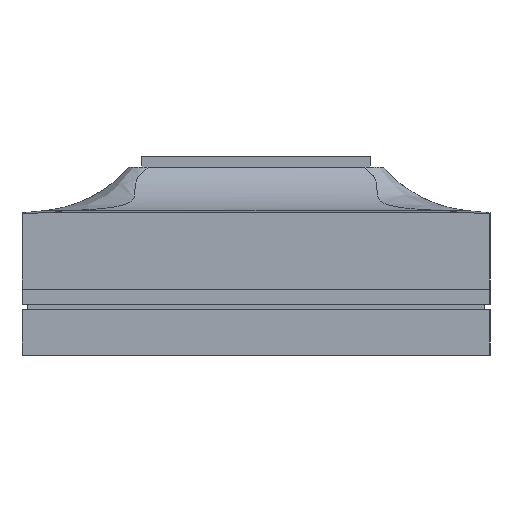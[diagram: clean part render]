
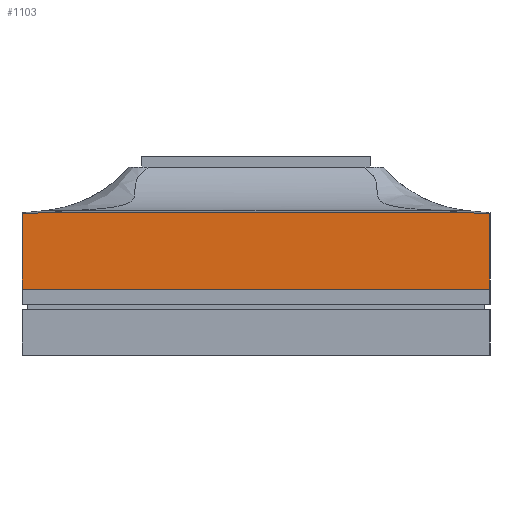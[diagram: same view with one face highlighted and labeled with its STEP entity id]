
A CAD part, left-side view. The second image highlights one B-rep face of the part: STEP entity #1103.
In plain terms, the highlighted planar face has unit normal (-1, 0, 0).
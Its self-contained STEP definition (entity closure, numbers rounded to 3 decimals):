
#58 = CARTESIAN_POINT ( 'NONE',  ( -4.6, 4.6, 1.3 ) ) ;
#282 = ORIENTED_EDGE ( 'NONE', *, *, #10458, .T. ) ;
#380 = CARTESIAN_POINT ( 'NONE',  ( -4.6, -4.126, 2.8 ) ) ;
#502 = ORIENTED_EDGE ( 'NONE', *, *, #12551, .T. ) ;
#837 = VECTOR ( 'NONE', #8878, 1000. ) ;
#1103 = ADVANCED_FACE ( 'NONE', ( #10446 ), #12831, .F. ) ;
#1209 = EDGE_CURVE ( 'NONE', #16362, #3362, #2778, .T. ) ;
#1230 = DIRECTION ( 'NONE',  ( 0., 0., -1. ) ) ;
#1642 = LINE ( 'NONE', #16315, #16203 ) ;
#2294 = ORIENTED_EDGE ( 'NONE', *, *, #2452, .T. ) ;
#2452 = EDGE_CURVE ( 'NONE', #16362, #11845, #8075, .T. ) ;
#2778 = LINE ( 'NONE', #16080, #14109 ) ;
#2856 = ORIENTED_EDGE ( 'NONE', *, *, #1209, .F. ) ;
#2954 = ORIENTED_EDGE ( 'NONE', *, *, #14143, .T. ) ;
#3104 = CARTESIAN_POINT ( 'NONE',  ( -4.6, 4.126, 2.8 ) ) ;
#3277 = CARTESIAN_POINT ( 'NONE',  ( -4.6, 4.6, 2.789 ) ) ;
#3362 = VERTEX_POINT ( 'NONE', #14807 ) ;
#3594 = CARTESIAN_POINT ( 'NONE',  ( -4.6, 4.6, 2.8 ) ) ;
#4473 = DIRECTION ( 'NONE',  ( 0., -1., 0. ) ) ;
#4486 = CARTESIAN_POINT ( 'NONE',  ( -4.6, 4.284, 2.8 ) ) ;
#5363 = EDGE_CURVE ( 'NONE', #11845, #10708, #15402, .T. ) ;
#6277 = CARTESIAN_POINT ( 'NONE',  ( -4.6, -4.126, 2.8 ) ) ;
#6958 = EDGE_LOOP ( 'NONE', ( #13550, #2954, #502, #282, #2856, #2294 ) ) ;
#7576 = CARTESIAN_POINT ( 'NONE',  ( -4.6, -4.284, 2.8 ) ) ;
#8075 =( BOUNDED_CURVE ( )  B_SPLINE_CURVE ( 3, ( #12480, #8633, #7576, #6277 ),
 .UNSPECIFIED., .F., .F. ) 
 B_SPLINE_CURVE_WITH_KNOTS ( ( 4, 4 ),
 ( 4.779, 4.847 ),
 .UNSPECIFIED. ) 
 CURVE ( )  GEOMETRIC_REPRESENTATION_ITEM ( )  RATIONAL_B_SPLINE_CURVE ( ( 1., 1., 1., 1. ) ) 
 REPRESENTATION_ITEM ( '' )  );
#8139 = DIRECTION ( 'NONE',  ( 0., 0., -1. ) ) ;
#8633 = CARTESIAN_POINT ( 'NONE',  ( -4.6, -4.442, 2.796 ) ) ;
#8878 = DIRECTION ( 'NONE',  ( 0., 1., 0. ) ) ;
#8948 = CARTESIAN_POINT ( 'NONE',  ( -4.6, 4.6, 3. ) ) ;
#9634 = VERTEX_POINT ( 'NONE', #58 ) ;
#10446 = FACE_OUTER_BOUND ( 'NONE', #6958, .T. ) ;
#10458 = EDGE_CURVE ( 'NONE', #9634, #3362, #1642, .T. ) ;
#10708 = VERTEX_POINT ( 'NONE', #14271 ) ;
#11548 = DIRECTION ( 'NONE',  ( 1., 0., 0. ) ) ;
#11661 =( BOUNDED_CURVE ( )  B_SPLINE_CURVE ( 3, ( #3104, #4486, #12305, #3277 ),
 .UNSPECIFIED., .F., .F. ) 
 B_SPLINE_CURVE_WITH_KNOTS ( ( 4, 4 ),
 ( 1.437, 1.504 ),
 .UNSPECIFIED. ) 
 CURVE ( )  GEOMETRIC_REPRESENTATION_ITEM ( )  RATIONAL_B_SPLINE_CURVE ( ( 1., 1., 1., 1. ) ) 
 REPRESENTATION_ITEM ( '' )  );
#11845 = VERTEX_POINT ( 'NONE', #380 ) ;
#12017 = CARTESIAN_POINT ( 'NONE',  ( -4.6, 4.6, 2.789 ) ) ;
#12305 = CARTESIAN_POINT ( 'NONE',  ( -4.6, 4.442, 2.796 ) ) ;
#12480 = CARTESIAN_POINT ( 'NONE',  ( -4.6, -4.6, 2.789 ) ) ;
#12551 = EDGE_CURVE ( 'NONE', #15316, #9634, #16715, .T. ) ;
#12606 = CARTESIAN_POINT ( 'NONE',  ( -4.6, -4.6, 2.789 ) ) ;
#12714 = AXIS2_PLACEMENT_3D ( 'NONE', #12920, #11548, #1230 ) ;
#12831 = PLANE ( 'NONE',  #12714 ) ;
#12920 = CARTESIAN_POINT ( 'NONE',  ( -4.6, 4.6, 3. ) ) ;
#13550 = ORIENTED_EDGE ( 'NONE', *, *, #5363, .T. ) ;
#14085 = DIRECTION ( 'NONE',  ( 0., 0., -1. ) ) ;
#14109 = VECTOR ( 'NONE', #8139, 1000. ) ;
#14143 = EDGE_CURVE ( 'NONE', #10708, #15316, #11661, .T. ) ;
#14271 = CARTESIAN_POINT ( 'NONE',  ( -4.6, 4.126, 2.8 ) ) ;
#14807 = CARTESIAN_POINT ( 'NONE',  ( -4.6, -4.6, 1.3 ) ) ;
#15316 = VERTEX_POINT ( 'NONE', #12017 ) ;
#15375 = VECTOR ( 'NONE', #14085, 1000. ) ;
#15402 = LINE ( 'NONE', #3594, #837 ) ;
#16080 = CARTESIAN_POINT ( 'NONE',  ( -4.6, -4.6, 3. ) ) ;
#16203 = VECTOR ( 'NONE', #4473, 1000. ) ;
#16315 = CARTESIAN_POINT ( 'NONE',  ( -4.6, 4.6, 1.3 ) ) ;
#16362 = VERTEX_POINT ( 'NONE', #12606 ) ;
#16715 = LINE ( 'NONE', #8948, #15375 ) ;
